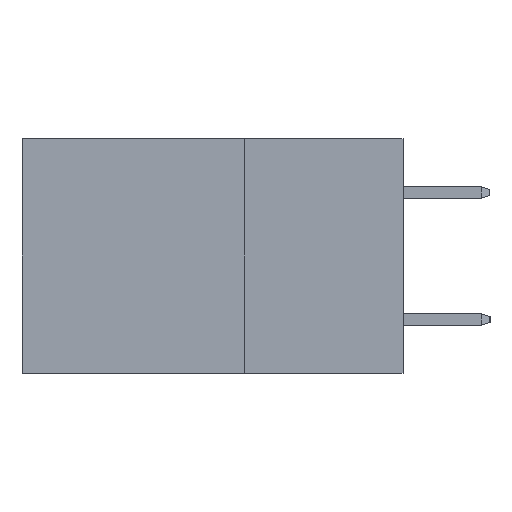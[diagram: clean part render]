
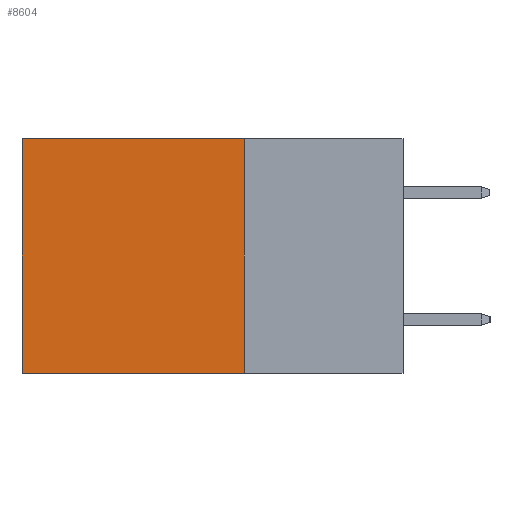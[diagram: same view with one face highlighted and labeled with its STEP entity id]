
A CAD part, left-side view. The second image highlights one B-rep face of the part: STEP entity #8604.
In plain terms, the highlighted planar face has unit normal (-1, 0, 0).
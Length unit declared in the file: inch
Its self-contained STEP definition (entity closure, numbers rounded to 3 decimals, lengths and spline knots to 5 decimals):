
#99 = EDGE_CURVE ( 'NONE', #1257, #8489, #10121, .T. ) ;
#537 = FACE_OUTER_BOUND ( 'NONE', #2296, .T. ) ;
#1163 = VERTEX_POINT ( 'NONE', #6477 ) ;
#1257 = VERTEX_POINT ( 'NONE', #2550 ) ;
#1403 = VECTOR ( 'NONE', #4234, 39.37008 ) ;
#1839 = EDGE_CURVE ( 'NONE', #2033, #1163, #6770, .T. ) ;
#2033 = VERTEX_POINT ( 'NONE', #5521 ) ;
#2296 = EDGE_LOOP ( 'NONE', ( #4059, #4082, #8873, #3971 ) ) ;
#2434 = AXIS2_PLACEMENT_3D ( 'NONE', #6206, #9411, #3710 ) ;
#2524 = VECTOR ( 'NONE', #3575, 39.37008 ) ;
#2550 = CARTESIAN_POINT ( 'NONE',  ( 0.2875, 0.25, -0.37 ) ) ;
#2984 = VECTOR ( 'NONE', #7666, 39.37008 ) ;
#3311 = CARTESIAN_POINT ( 'NONE',  ( 0.2875, 0.6, 0. ) ) ;
#3575 = DIRECTION ( 'NONE',  ( 0., 1., 0. ) ) ;
#3710 = DIRECTION ( 'NONE',  ( 0., 0., -1. ) ) ;
#3971 = ORIENTED_EDGE ( 'NONE', *, *, #1839, .T. ) ;
#4044 = EDGE_CURVE ( 'NONE', #2033, #1257, #9003, .T. ) ;
#4059 = ORIENTED_EDGE ( 'NONE', *, *, #9654, .T. ) ;
#4082 = ORIENTED_EDGE ( 'NONE', *, *, #99, .F. ) ;
#4234 = DIRECTION ( 'NONE',  ( 0., 0., -1. ) ) ;
#5121 = VECTOR ( 'NONE', #9751, 39.37008 ) ;
#5312 = CARTESIAN_POINT ( 'NONE',  ( 0.2875, 0.25, 0. ) ) ;
#5521 = CARTESIAN_POINT ( 'NONE',  ( 0.2875, 0.25, 0. ) ) ;
#5774 = CARTESIAN_POINT ( 'NONE',  ( 0.2875, 0.25, 0. ) ) ;
#6206 = CARTESIAN_POINT ( 'NONE',  ( 0.2875, 0.25, 0. ) ) ;
#6477 = CARTESIAN_POINT ( 'NONE',  ( 0.2875, 0.6, 0. ) ) ;
#6770 = LINE ( 'NONE', #5312, #2524 ) ;
#6956 = CARTESIAN_POINT ( 'NONE',  ( 0.2875, 0.6, -0.37 ) ) ;
#7388 = LINE ( 'NONE', #3311, #5121 ) ;
#7666 = DIRECTION ( 'NONE',  ( 0., 1., 0. ) ) ;
#8456 = CARTESIAN_POINT ( 'NONE',  ( 0.2875, 0.25, -0.37 ) ) ;
#8489 = VERTEX_POINT ( 'NONE', #6956 ) ;
#8604 = ADVANCED_FACE ( 'NONE', ( #537 ), #10182, .F. ) ;
#8873 = ORIENTED_EDGE ( 'NONE', *, *, #4044, .F. ) ;
#9003 = LINE ( 'NONE', #5774, #1403 ) ;
#9411 = DIRECTION ( 'NONE',  ( 1., 0., 0. ) ) ;
#9654 = EDGE_CURVE ( 'NONE', #1163, #8489, #7388, .T. ) ;
#9751 = DIRECTION ( 'NONE',  ( 0., 0., -1. ) ) ;
#10121 = LINE ( 'NONE', #8456, #2984 ) ;
#10182 = PLANE ( 'NONE',  #2434 ) ;
